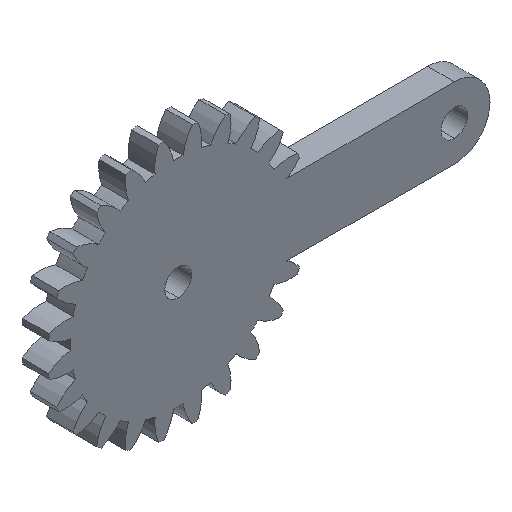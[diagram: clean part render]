
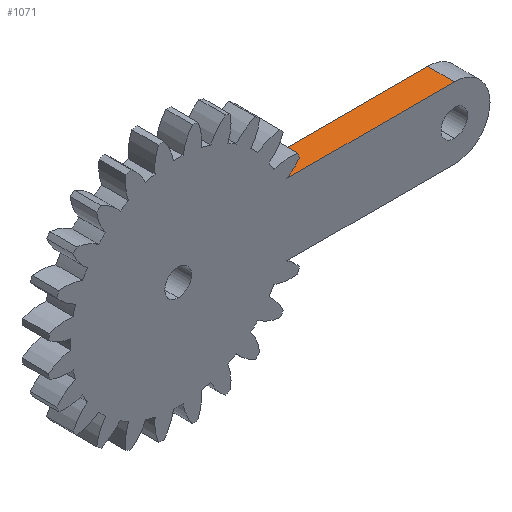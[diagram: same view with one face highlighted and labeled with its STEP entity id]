
A CAD part, isometric view. The second image highlights one B-rep face of the part: STEP entity #1071.
In plain terms, the highlighted planar face has unit normal (0, 0, 1).
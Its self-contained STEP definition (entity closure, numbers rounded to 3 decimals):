
#84 = LINE ( 'NONE', #1355, #158 ) ;
#90 = EDGE_CURVE ( 'NONE', #2554, #470, #84, .T. ) ;
#128 = PLANE ( 'NONE',  #1858 ) ;
#158 = VECTOR ( 'NONE', #1633, 1000. ) ;
#167 = EDGE_CURVE ( 'NONE', #3472, #470, #3113, .T. ) ;
#250 = LINE ( 'NONE', #1836, #2815 ) ;
#332 = EDGE_LOOP ( 'NONE', ( #426, #341, #3475, #2316 ) ) ;
#341 = ORIENTED_EDGE ( 'NONE', *, *, #90, .F. ) ;
#361 = CARTESIAN_POINT ( 'NONE',  ( 1.317, 0.167, 3.556 ) ) ;
#426 = ORIENTED_EDGE ( 'NONE', *, *, #167, .T. ) ;
#470 = VERTEX_POINT ( 'NONE', #2446 ) ;
#543 = CARTESIAN_POINT ( 'NONE',  ( 1.317, 2.833, 3.556 ) ) ;
#744 = DIRECTION ( 'NONE',  ( 0., -1., 0. ) ) ;
#814 = EDGE_CURVE ( 'NONE', #2111, #3472, #2378, .T. ) ;
#1071 = ADVANCED_FACE ( 'NONE', ( #2015 ), #128, .F. ) ;
#1198 = CARTESIAN_POINT ( 'NONE',  ( 1.317, 2.833, 3.556 ) ) ;
#1314 = CARTESIAN_POINT ( 'NONE',  ( 1.317, 0.167, 3.556 ) ) ;
#1355 = CARTESIAN_POINT ( 'NONE',  ( 18.039, 2.833, 3.556 ) ) ;
#1428 = EDGE_CURVE ( 'NONE', #2111, #2554, #250, .T. ) ;
#1633 = DIRECTION ( 'NONE',  ( 0., -1., 0. ) ) ;
#1836 = CARTESIAN_POINT ( 'NONE',  ( 1.317, 2.833, 3.556 ) ) ;
#1858 = AXIS2_PLACEMENT_3D ( 'NONE', #1198, #2279, #2318 ) ;
#2015 = FACE_OUTER_BOUND ( 'NONE', #332, .T. ) ;
#2111 = VERTEX_POINT ( 'NONE', #543 ) ;
#2256 = DIRECTION ( 'NONE',  ( 1., 0., 0. ) ) ;
#2279 = DIRECTION ( 'NONE',  ( 0., 0., -1. ) ) ;
#2316 = ORIENTED_EDGE ( 'NONE', *, *, #814, .T. ) ;
#2318 = DIRECTION ( 'NONE',  ( -1., 0., 0. ) ) ;
#2368 = VECTOR ( 'NONE', #744, 1000. ) ;
#2378 = LINE ( 'NONE', #3181, #2368 ) ;
#2390 = DIRECTION ( 'NONE',  ( 1., 0., 0. ) ) ;
#2446 = CARTESIAN_POINT ( 'NONE',  ( 18.039, 0.167, 3.556 ) ) ;
#2554 = VERTEX_POINT ( 'NONE', #3335 ) ;
#2652 = VECTOR ( 'NONE', #2256, 1000. ) ;
#2815 = VECTOR ( 'NONE', #2390, 1000. ) ;
#3113 = LINE ( 'NONE', #361, #2652 ) ;
#3181 = CARTESIAN_POINT ( 'NONE',  ( 1.317, 2.833, 3.556 ) ) ;
#3335 = CARTESIAN_POINT ( 'NONE',  ( 18.039, 2.833, 3.556 ) ) ;
#3472 = VERTEX_POINT ( 'NONE', #1314 ) ;
#3475 = ORIENTED_EDGE ( 'NONE', *, *, #1428, .F. ) ;
